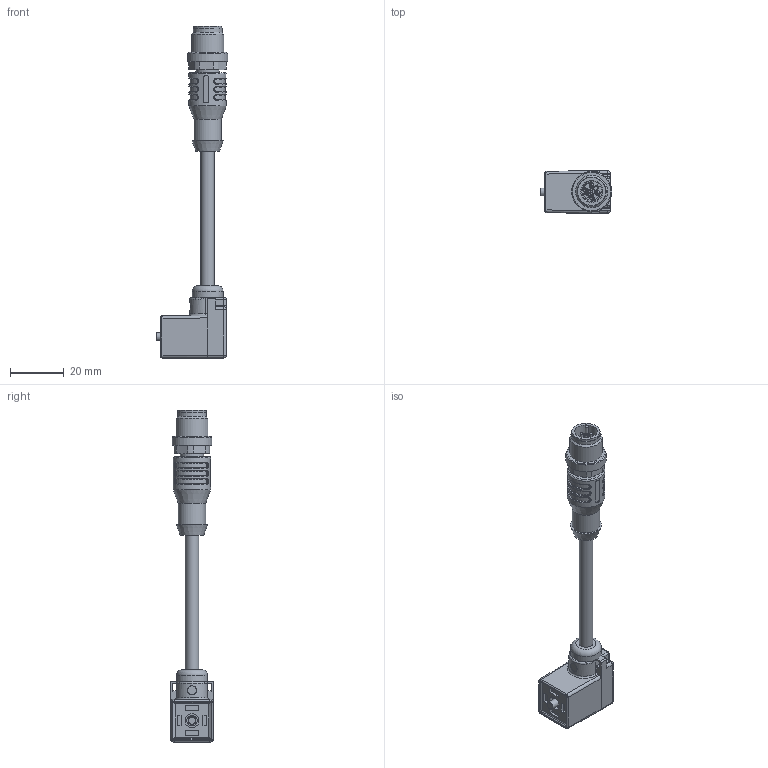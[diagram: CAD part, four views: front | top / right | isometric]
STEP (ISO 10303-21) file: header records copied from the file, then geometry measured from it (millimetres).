
FILE_DESCRIPTION(/* description */ (''),/* implementation_level */ '2;1');
FILE_NAME(/* name */ 'VCI22-24.4-5-AL-WAS5.stp',/* time_stamp */ '2016-11-15T06:34:06+01:00',/* author */ (''),/* organization */ (''),/* preprocessor_version */ 'ST-DEVELOPER v16',/* originating_system */ 'SIEMENS PLM Software NX 10.0',/* authorisation */ '');
FILE_SCHEMA (('AUTOMOTIVE_DESIGN { 1 0 10303 214 3 1 1 1 }'));
Length unit declared in the file: millimetre
Products named in the file (1): VCI22-24.4-5-AL-WAS5
Bounding box: 26.62 x 16 x 124.1 mm (x, y, z)
Volume: 13382.7 mm3; surface area: 6227.9 mm2
Topology: 1 solids, 1 shells, 445 faces, 1108 edges, 680 vertices
Faces by surface type: plane 165, cylinder 134, bspline 47, torus 39, extrusion 32, sphere 15, cone 13
Full cylindrical faces by diameter (mm): 1 x5, 2 x1, 2.9 x1, 3.4 x1, 3.9 x1, 5 x1, 5.2 x2, 6 x1, 8.3 x1, 8.7 x1, 10.2 x1, 10.5 x1, 10.8 x1, 11.5 x1, 12 x1, 14 x1, 15 x1
Entity records: 14403 total; most frequent: CARTESIAN_POINT 4388, ORIENTED_EDGE 2062, DIRECTION 2025, EDGE_CURVE 1031, AXIS2_PLACEMENT_3D 755, VERTEX_POINT 658, EDGE_LOOP 519, VECTOR 515
